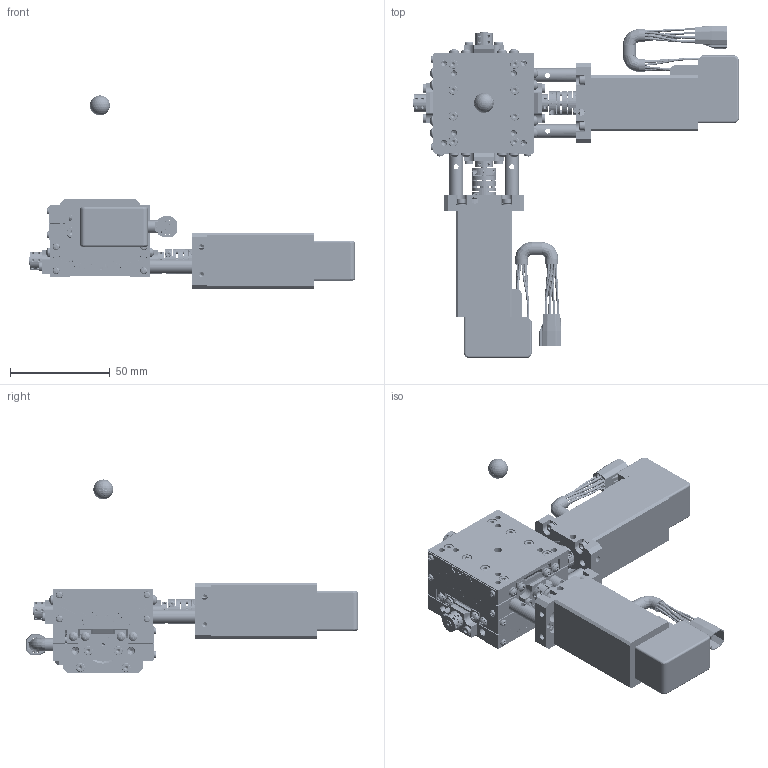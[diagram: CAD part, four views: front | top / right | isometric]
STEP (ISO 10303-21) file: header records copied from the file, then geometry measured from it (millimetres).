
FILE_DESCRIPTION( (''), '2;1');
FILE_NAME ('DR051309-0001-000-00.stp','2019-04-26T12:58:15',(''),(''),'spGate 13.4.4','','');
FILE_SCHEMA (('AUTOMOTIVE_DESIGN'));
Length unit declared in the file: millimetre
Products named in the file (19): Assembly; DR051309-0001-000-00-prt0; DR051309-0001-000-00-prt1; DR051309-0001-000-00-prt2; DR051309-0001-000-00-prt3; DR051309-0001-000-00-prt4; DR051309-0001-000-00-prt5; DR051309-0001-000-00-prt6; DR051309-0001-000-00-prt7; DR051309-0001-000-00-prt8; DR051309-0001-000-00-prt9; DR051309-0001-000-00-prt10; DR051309-0001-000-00-prt11; DR051309-0001-000-00-prt12; DR051309-0001-000-00-prt13; DR051309-0001-000-00-prt14; DR051309-0001-000-00-prt15; DR051309-0001-000-00-prt16; DR051309-0001-000-00-prt17
Assembly tree (18 placements, depth 2):
  Assembly
    DR051309-0001-000-00-prt0
    DR051309-0001-000-00-prt1
    DR051309-0001-000-00-prt2
    DR051309-0001-000-00-prt3
    DR051309-0001-000-00-prt4
    DR051309-0001-000-00-prt5
    DR051309-0001-000-00-prt6
    DR051309-0001-000-00-prt7
    DR051309-0001-000-00-prt8
    DR051309-0001-000-00-prt9
    DR051309-0001-000-00-prt10
    DR051309-0001-000-00-prt11
    DR051309-0001-000-00-prt12
    DR051309-0001-000-00-prt13
    DR051309-0001-000-00-prt14
    DR051309-0001-000-00-prt15
    DR051309-0001-000-00-prt16
    DR051309-0001-000-00-prt17
Bounding box: 163.5 x 166.78 x 97 mm (x, y, z)
Volume: 219292.1 mm3; surface area: 92515.8 mm2
Topology: 18 solids, 18 shells, 5630 faces, 14157 edges, 8717 vertices
Faces by surface type: plane 2979, cylinder 1600, bspline 999, sphere 52
Full cylindrical faces by diameter (mm): 2.46 x2, 3 x4
Entity records: 292392 total; most frequent: CARTESIAN_POINT 54365, ORIENTED_EDGE 27606, DIRECTION 24488, COLOUR_RGB 19449, PRESENTATION_STYLE_ASSIGNMENT 19449, STYLED_ITEM 19449, EDGE_CURVE 13803, DRAUGHTING_PRE_DEFINED_CURVE_FONT 13803
